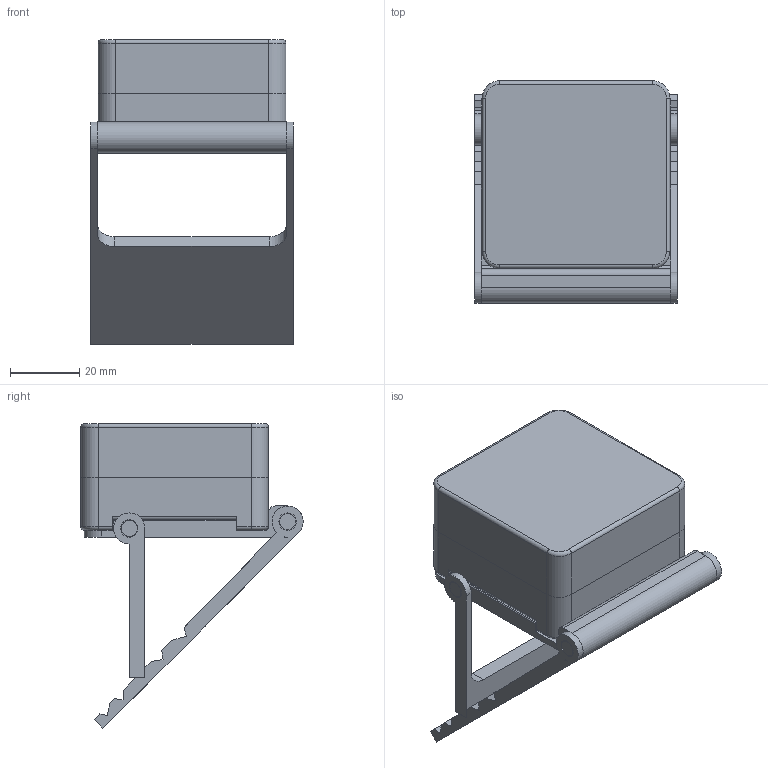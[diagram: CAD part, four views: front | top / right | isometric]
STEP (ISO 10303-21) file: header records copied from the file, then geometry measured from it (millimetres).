
FILE_DESCRIPTION(/* description */ (''),/* implementation_level */ '2;1');
FILE_NAME(/* name */ 'TiltStandForCoreS3.step',/* time_stamp */ '2025-08-22T21:57:47+09:00',/* author */ (''),/* organization */ (''),/* preprocessor_version */ 'ST-DEVELOPER v20.1',/* originating_system */ 'Autodesk Translation Framework v14.10.0.0',/* authorisation */ '');
FILE_SCHEMA (('AUTOMOTIVE_DESIGN { 1 0 10303 214 3 1 1 }'));
Length unit declared in the file: millimetre
Products named in the file (1): coreS3
Bounding box: 58.6 x 64.2 x 88.05 mm (x, y, z)
Volume: 109260.9 mm3; surface area: 38821.3 mm2
Topology: 5 solids, 5 shells, 386 faces, 1029 edges, 670 vertices
Faces by surface type: plane 212, cylinder 159, torus 10, bspline 4, cone 1
Full cylindrical faces by diameter (mm): 2.5 x2, 2.529 x8, 3 x2, 3.086 x8, 3.4 x8, 4.6 x4, 5 x4, 6 x4
Entity records: 15336 total; most frequent: CARTESIAN_POINT 5677, ORIENTED_EDGE 2058, DIRECTION 1897, EDGE_CURVE 1029, LINE 691, VECTOR 691, VERTEX_POINT 670, AXIS2_PLACEMENT_3D 603
